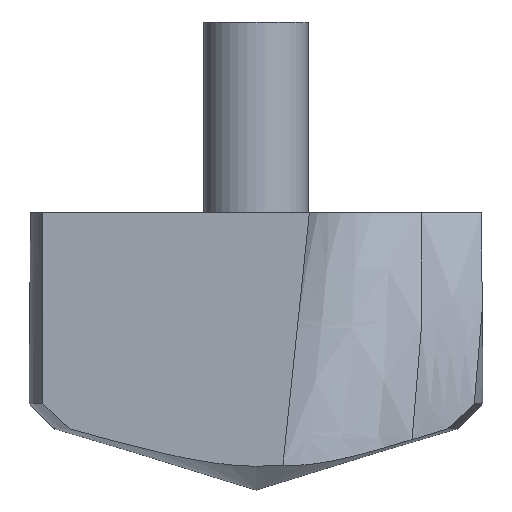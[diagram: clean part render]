
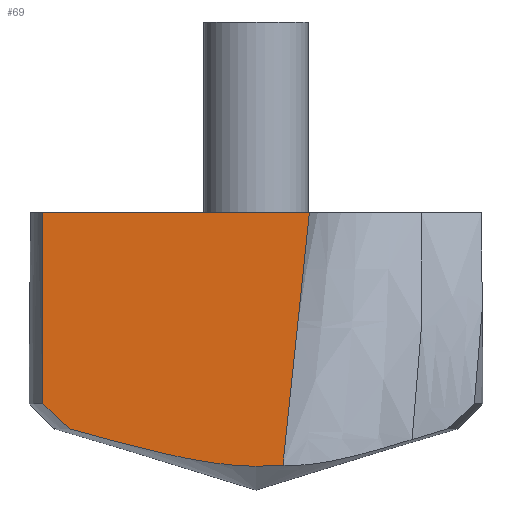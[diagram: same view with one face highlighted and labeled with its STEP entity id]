
A CAD part, front view. The second image highlights one B-rep face of the part: STEP entity #69.
In plain terms, the highlighted planar face has unit normal (0, -1, 0).
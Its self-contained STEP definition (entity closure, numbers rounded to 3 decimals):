
#51=FACE_OUTER_BOUND('',#105,.T.);
#69=ADVANCED_FACE('',(#51),#73,.T.);
#73=PLANE('',#295);
#78=LINE('',#387,#82);
#80=LINE('',#1078,#84);
#82=VECTOR('',#310,1.);
#84=VECTOR('',#328,1.);
#105=EDGE_LOOP('',(#161,#162,#163,#164,#165));
#161=ORIENTED_EDGE('',*,*,#199,.T.);
#162=ORIENTED_EDGE('',*,*,#218,.T.);
#163=ORIENTED_EDGE('',*,*,#221,.T.);
#164=ORIENTED_EDGE('',*,*,#207,.T.);
#165=ORIENTED_EDGE('',*,*,#223,.T.);
#176=VERTEX_POINT('',#386);
#177=VERTEX_POINT('',#388);
#185=VERTEX_POINT('',#428);
#186=VERTEX_POINT('',#435);
#191=VERTEX_POINT('',#1079);
#199=EDGE_CURVE('',#177,#176,#78,.T.);
#207=EDGE_CURVE('',#186,#185,#262,.T.);
#218=EDGE_CURVE('',#176,#191,#80,.T.);
#221=EDGE_CURVE('',#191,#186,#271,.T.);
#223=EDGE_CURVE('',#185,#177,#273,.T.);
#262=B_SPLINE_CURVE_WITH_KNOTS('',3,(#429,#430,#431,#432,#433,#434),
 .UNSPECIFIED.,.F.,.F.,(4,2,4),(0.,0.5,1.),.UNSPECIFIED.);
#271=B_SPLINE_CURVE_WITH_KNOTS('',3,(#1087,#1088,#1089,#1090),
 .UNSPECIFIED.,.F.,.F.,(4,4),(0.,1.),.UNSPECIFIED.);
#273=B_SPLINE_CURVE_WITH_KNOTS('',3,(#1096,#1097,#1098,#1099),
 .UNSPECIFIED.,.F.,.F.,(4,4),(0.,1.),.UNSPECIFIED.);
#295=AXIS2_PLACEMENT_3D('',#2240,#341,#342);
#310=DIRECTION('',(-1.,0.,0.));
#328=DIRECTION('',(0.,0.,-1.));
#341=DIRECTION('',(0.,-1.,0.));
#342=DIRECTION('',(0.,0.,-1.));
#386=CARTESIAN_POINT('',(-10.611,-3.885,0.));
#387=CARTESIAN_POINT('',(2.6,-3.885,0.));
#388=CARTESIAN_POINT('',(2.659,-3.885,0.));
#428=CARTESIAN_POINT('',(1.341,-3.885,-12.556));
#429=CARTESIAN_POINT('',(-9.285,-3.885,-10.752));
#430=CARTESIAN_POINT('',(-7.546,-3.885,-11.238));
#431=CARTESIAN_POINT('',(-5.805,-3.885,-11.717));
#432=CARTESIAN_POINT('',(-2.29,-3.885,-12.485));
#433=CARTESIAN_POINT('',(-0.492,-3.885,-12.737));
#434=CARTESIAN_POINT('',(1.341,-3.885,-12.556));
#435=CARTESIAN_POINT('',(-9.285,-3.885,-10.752));
#1078=CARTESIAN_POINT('',(-10.611,-3.885,0.));
#1079=CARTESIAN_POINT('',(-10.611,-3.885,-9.518));
#1087=CARTESIAN_POINT('',(-10.611,-3.885,-9.518));
#1088=CARTESIAN_POINT('',(-10.171,-3.885,-9.931));
#1089=CARTESIAN_POINT('',(-9.729,-3.885,-10.343));
#1090=CARTESIAN_POINT('',(-9.285,-3.885,-10.752));
#1096=CARTESIAN_POINT('',(1.341,-3.885,-12.556));
#1097=CARTESIAN_POINT('',(1.664,-3.885,-8.359));
#1098=CARTESIAN_POINT('',(2.103,-3.885,-4.173));
#1099=CARTESIAN_POINT('',(2.659,-3.885,0.));
#2240=CARTESIAN_POINT('',(0.,-3.885,0.));
